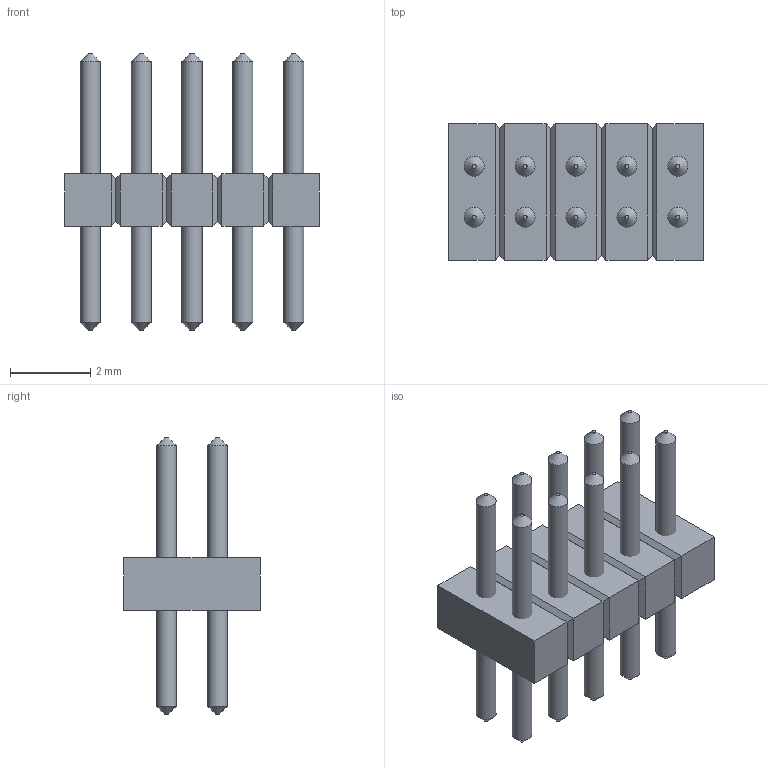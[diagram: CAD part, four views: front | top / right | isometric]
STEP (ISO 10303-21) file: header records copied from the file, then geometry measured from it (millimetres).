
FILE_DESCRIPTION(('FreeCAD Model'),'2;1');
FILE_NAME('661202.1.3.stp','2020-04-09T05:04:29',( 'Author'),(''),'Open CASCADE STEP processor 6.9','FreeCAD','Unknown' );
FILE_SCHEMA(('AUTOMOTIVE_DESIGN { 1 0 10303 214 1 1 1 1 }'));
Length unit declared in the file: millimetre
Products named in the file (3): ASSEMBLY; Body; LeadsArray
Assembly tree (2 placements, depth 2):
  ASSEMBLY
    Body
    LeadsArray
Bounding box: 6.35 x 3.4 x 6.9 mm (x, y, z)
Volume: 40.7 mm3; surface area: 179 mm2
Topology: 11 solids, 11 shells, 104 faces, 178 edges, 96 vertices
Faces by surface type: plane 74, cone 20, cylinder 10
Full cylindrical faces by diameter (mm): 0.5 x10
Entity records: 4697 total; most frequent: CARTESIAN_POINT 841, DIRECTION 684, LINE 370, VECTOR 370, ORIENTED_EDGE 356, PCURVE 356, DEFINITIONAL_REPRESENTATION 356, EDGE_CURVE 178
